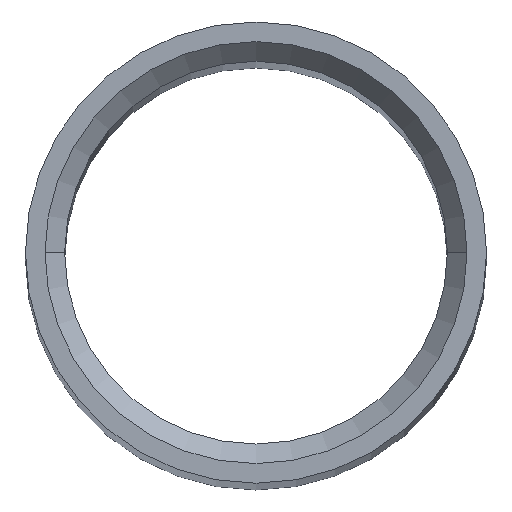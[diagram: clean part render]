
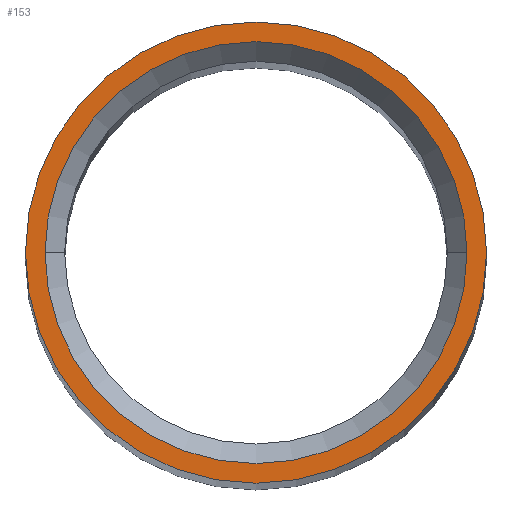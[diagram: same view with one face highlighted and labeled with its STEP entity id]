
A CAD part, top view. The second image highlights one B-rep face of the part: STEP entity #153.
In plain terms, the highlighted planar face has unit normal (0, 0, 1).
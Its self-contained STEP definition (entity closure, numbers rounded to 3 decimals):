
#5 = AXIS2_PLACEMENT_3D ( 'NONE', #90, #283, #65 ) ;
#8 = PLANE ( 'NONE',  #5 ) ;
#9 = CARTESIAN_POINT ( 'NONE',  ( 242.5, 118., 0. ) ) ;
#17 = CARTESIAN_POINT ( 'NONE',  ( 242.5, 118., 0. ) ) ;
#26 = EDGE_CURVE ( 'NONE', #238, #58, #244, .T. ) ;
#34 = EDGE_LOOP ( 'NONE', ( #298, #303 ) ) ;
#40 = CARTESIAN_POINT ( 'NONE',  ( 242.5, 118., 0. ) ) ;
#42 = CARTESIAN_POINT ( 'NONE',  ( 301.25, 118., 0. ) ) ;
#58 = VERTEX_POINT ( 'NONE', #199 ) ;
#62 = DIRECTION ( 'NONE',  ( 1., 0., 0. ) ) ;
#63 = DIRECTION ( 'NONE',  ( 0., 0., 1. ) ) ;
#64 = DIRECTION ( 'NONE',  ( 1., 0., 0. ) ) ;
#65 = DIRECTION ( 'NONE',  ( 1., 0., 0. ) ) ;
#74 = CIRCLE ( 'NONE', #167, 53.75 ) ;
#76 = ORIENTED_EDGE ( 'NONE', *, *, #168, .T. ) ;
#82 = VERTEX_POINT ( 'NONE', #200 ) ;
#85 = DIRECTION ( 'NONE',  ( 1., 0., 0. ) ) ;
#90 = CARTESIAN_POINT ( 'NONE',  ( 242.5, 118., 0. ) ) ;
#95 = DIRECTION ( 'NONE',  ( 0., 0., -1. ) ) ;
#102 = ORIENTED_EDGE ( 'NONE', *, *, #26, .T. ) ;
#119 = FACE_BOUND ( 'NONE', #34, .T. ) ;
#120 = CARTESIAN_POINT ( 'NONE',  ( 242.5, 118., 0. ) ) ;
#127 = EDGE_CURVE ( 'NONE', #215, #82, #74, .T. ) ;
#153 = ADVANCED_FACE ( 'NONE', ( #119, #229 ), #8, .T. ) ;
#167 = AXIS2_PLACEMENT_3D ( 'NONE', #40, #310, #64 ) ;
#168 = EDGE_CURVE ( 'NONE', #58, #238, #235, .T. ) ;
#174 = AXIS2_PLACEMENT_3D ( 'NONE', #120, #225, #85 ) ;
#199 = CARTESIAN_POINT ( 'NONE',  ( 183.75, 118., 0. ) ) ;
#200 = CARTESIAN_POINT ( 'NONE',  ( 296.25, 118., 0. ) ) ;
#209 = CARTESIAN_POINT ( 'NONE',  ( 188.75, 118., 0. ) ) ;
#215 = VERTEX_POINT ( 'NONE', #209 ) ;
#217 = EDGE_LOOP ( 'NONE', ( #102, #76 ) ) ;
#225 = DIRECTION ( 'NONE',  ( 0., 0., 1. ) ) ;
#229 = FACE_OUTER_BOUND ( 'NONE', #217, .T. ) ;
#235 = CIRCLE ( 'NONE', #174, 58.75 ) ;
#238 = VERTEX_POINT ( 'NONE', #42 ) ;
#240 = DIRECTION ( 'NONE',  ( 1., 0., 0. ) ) ;
#244 = CIRCLE ( 'NONE', #346, 58.75 ) ;
#283 = DIRECTION ( 'NONE',  ( 0., 0., 1. ) ) ;
#284 = EDGE_CURVE ( 'NONE', #82, #215, #314, .T. ) ;
#298 = ORIENTED_EDGE ( 'NONE', *, *, #284, .T. ) ;
#303 = ORIENTED_EDGE ( 'NONE', *, *, #127, .T. ) ;
#310 = DIRECTION ( 'NONE',  ( 0., 0., -1. ) ) ;
#314 = CIRCLE ( 'NONE', #332, 53.75 ) ;
#332 = AXIS2_PLACEMENT_3D ( 'NONE', #17, #95, #240 ) ;
#346 = AXIS2_PLACEMENT_3D ( 'NONE', #9, #63, #62 ) ;
